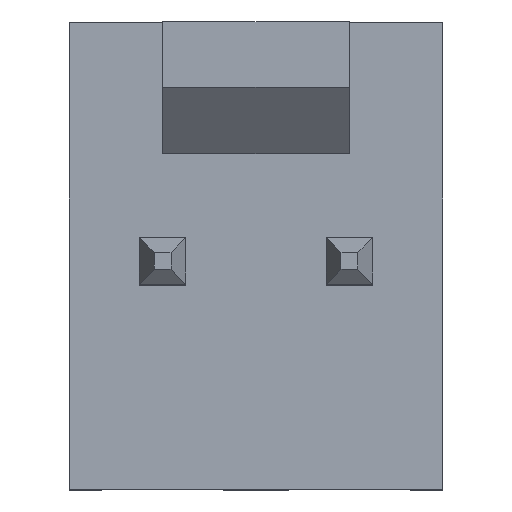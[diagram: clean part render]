
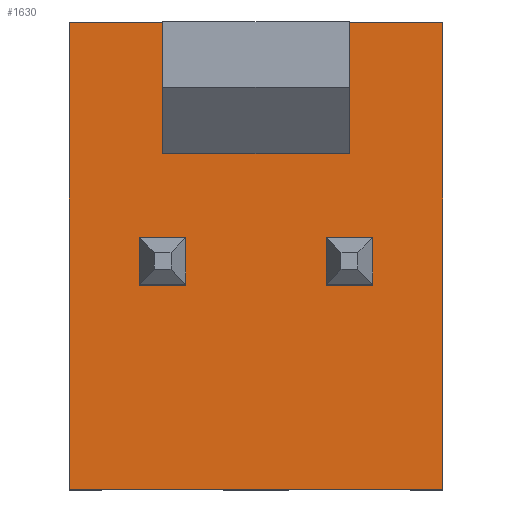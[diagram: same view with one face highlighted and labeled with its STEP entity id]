
A CAD part, top view. The second image highlights one B-rep face of the part: STEP entity #1630.
In plain terms, the highlighted planar face has unit normal (0, 0, 1).
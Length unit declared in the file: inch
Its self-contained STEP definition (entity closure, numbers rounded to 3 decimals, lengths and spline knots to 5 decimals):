
#248=DIRECTION('',(0.,1.,0.));
#249=VECTOR('',#248,0.25);
#250=CARTESIAN_POINT('',(0.1,-0.122,0.1225));
#251=LINE('',#250,#249);
#283=DIRECTION('',(0.,1.,0.));
#284=VECTOR('',#283,0.035);
#285=CARTESIAN_POINT('',(0.05,0.093,0.1225));
#286=LINE('',#285,#284);
#290=DIRECTION('',(-1.,0.,0.));
#291=VECTOR('',#290,0.2);
#292=CARTESIAN_POINT('',(0.1,-0.122,0.1225));
#293=LINE('',#292,#291);
#297=DIRECTION('',(0.,1.,0.));
#298=VECTOR('',#297,0.25);
#299=CARTESIAN_POINT('',(-0.1,-0.122,0.1225));
#300=LINE('',#299,#298);
#304=DIRECTION('',(0.,1.,0.));
#305=VECTOR('',#304,0.025);
#306=CARTESIAN_POINT('',(0.0625,-0.0125,0.1225));
#307=LINE('',#306,#305);
#311=DIRECTION('',(1.,0.,0.));
#312=VECTOR('',#311,0.025);
#313=CARTESIAN_POINT('',(0.0375,-0.0125,0.1225));
#314=LINE('',#313,#312);
#318=DIRECTION('',(0.,1.,0.));
#319=VECTOR('',#318,0.025);
#320=CARTESIAN_POINT('',(-0.0375,-0.0125,0.1225));
#321=LINE('',#320,#319);
#325=DIRECTION('',(1.,0.,0.));
#326=VECTOR('',#325,0.025);
#327=CARTESIAN_POINT('',(-0.0625,-0.0125,0.1225));
#328=LINE('',#327,#326);
#332=DIRECTION('',(0.,1.,0.));
#333=VECTOR('',#332,0.035);
#334=CARTESIAN_POINT('',(-0.05,0.093,0.1225));
#335=LINE('',#334,#333);
#381=DIRECTION('',(-1.,0.,0.));
#382=VECTOR('',#381,0.05);
#383=CARTESIAN_POINT('',(0.1,0.128,0.1225));
#384=LINE('',#383,#382);
#402=DIRECTION('',(-1.,0.,0.));
#403=VECTOR('',#402,0.05);
#404=CARTESIAN_POINT('',(-0.05,0.128,0.1225));
#405=LINE('',#404,#403);
#458=DIRECTION('',(-1.,0.,0.));
#459=VECTOR('',#458,0.1);
#460=CARTESIAN_POINT('',(0.05,0.093,0.1225));
#461=LINE('',#460,#459);
#619=DIRECTION('',(0.,1.,0.));
#620=VECTOR('',#619,0.025);
#621=CARTESIAN_POINT('',(0.0375,-0.0125,0.1225));
#622=LINE('',#621,#620);
#640=DIRECTION('',(1.,0.,0.));
#641=VECTOR('',#640,0.025);
#642=CARTESIAN_POINT('',(0.0375,0.0125,0.1225));
#643=LINE('',#642,#641);
#745=DIRECTION('',(0.,1.,0.));
#746=VECTOR('',#745,0.025);
#747=CARTESIAN_POINT('',(-0.0625,-0.0125,0.1225));
#748=LINE('',#747,#746);
#766=DIRECTION('',(1.,0.,0.));
#767=VECTOR('',#766,0.025);
#768=CARTESIAN_POINT('',(-0.0625,0.0125,0.1225));
#769=LINE('',#768,#767);
#1173=CARTESIAN_POINT('',(-0.1,-0.122,0.1225));
#1175=VERTEX_POINT('',#1173);
#1178=CARTESIAN_POINT('',(-0.1,0.128,0.1225));
#1179=VERTEX_POINT('',#1178);
#1192=CARTESIAN_POINT('',(0.1,-0.122,0.1225));
#1193=VERTEX_POINT('',#1192);
#1234=CARTESIAN_POINT('',(0.1,0.128,0.1225));
#1235=VERTEX_POINT('',#1234);
#1236=CARTESIAN_POINT('',(0.05,0.128,0.1225));
#1237=VERTEX_POINT('',#1236);
#1242=CARTESIAN_POINT('',(-0.05,0.128,0.1225));
#1243=VERTEX_POINT('',#1242);
#1256=CARTESIAN_POINT('',(0.0625,0.0125,0.1225));
#1257=VERTEX_POINT('',#1256);
#1258=CARTESIAN_POINT('',(0.0625,-0.0125,0.1225));
#1259=VERTEX_POINT('',#1258);
#1276=CARTESIAN_POINT('',(0.0375,-0.0125,0.1225));
#1277=VERTEX_POINT('',#1276);
#1278=CARTESIAN_POINT('',(-0.05,0.093,0.1225));
#1279=VERTEX_POINT('',#1278);
#1280=CARTESIAN_POINT('',(0.05,0.093,0.1225));
#1281=VERTEX_POINT('',#1280);
#1282=CARTESIAN_POINT('',(0.0375,0.0125,0.1225));
#1283=VERTEX_POINT('',#1282);
#1284=CARTESIAN_POINT('',(-0.0375,-0.0125,0.1225));
#1285=CARTESIAN_POINT('',(-0.0375,0.0125,0.1225));
#1286=VERTEX_POINT('',#1284);
#1287=VERTEX_POINT('',#1285);
#1288=CARTESIAN_POINT('',(-0.0625,0.0125,0.1225));
#1289=VERTEX_POINT('',#1288);
#1290=CARTESIAN_POINT('',(-0.0625,-0.0125,0.1225));
#1291=VERTEX_POINT('',#1290);
#1590=CARTESIAN_POINT('',(-0.1,0.128,0.1225));
#1591=DIRECTION('',(0.,0.,1.));
#1592=DIRECTION('',(0.,-1.,0.));
#1593=AXIS2_PLACEMENT_3D('',#1590,#1591,#1592);
#1594=PLANE('',#1593);
#1596=ORIENTED_EDGE('',*,*,#1595,.F.);
#1598=ORIENTED_EDGE('',*,*,#1597,.F.);
#1600=ORIENTED_EDGE('',*,*,#1599,.T.);
#1602=ORIENTED_EDGE('',*,*,#1601,.F.);
#1603=ORIENTED_EDGE('',*,*,#1572,.F.);
#1604=ORIENTED_EDGE('',*,*,#1412,.T.);
#1605=ORIENTED_EDGE('',*,*,#1387,.T.);
#1607=ORIENTED_EDGE('',*,*,#1606,.F.);
#1608=EDGE_LOOP('',(#1596,#1598,#1600,#1602,#1603,#1604,#1605,#1607));
#1609=FACE_OUTER_BOUND('',#1608,.F.);
#1611=ORIENTED_EDGE('',*,*,#1610,.T.);
#1613=ORIENTED_EDGE('',*,*,#1612,.F.);
#1615=ORIENTED_EDGE('',*,*,#1614,.F.);
#1617=ORIENTED_EDGE('',*,*,#1616,.T.);
#1618=EDGE_LOOP('',(#1611,#1613,#1615,#1617));
#1619=FACE_BOUND('',#1618,.F.);
#1621=ORIENTED_EDGE('',*,*,#1620,.T.);
#1623=ORIENTED_EDGE('',*,*,#1622,.F.);
#1625=ORIENTED_EDGE('',*,*,#1624,.F.);
#1627=ORIENTED_EDGE('',*,*,#1626,.T.);
#1628=EDGE_LOOP('',(#1621,#1623,#1625,#1627));
#1629=FACE_BOUND('',#1628,.F.);
#1630=ADVANCED_FACE('',(#1609,#1619,#1629),#1594,.T.);
#1387=EDGE_CURVE('',#1175,#1179,#300,.T.);
#1412=EDGE_CURVE('',#1193,#1175,#293,.T.);
#1572=EDGE_CURVE('',#1193,#1235,#251,.T.);
#1595=EDGE_CURVE('',#1279,#1243,#335,.T.);
#1597=EDGE_CURVE('',#1281,#1279,#461,.T.);
#1599=EDGE_CURVE('',#1281,#1237,#286,.T.);
#1601=EDGE_CURVE('',#1235,#1237,#384,.T.);
#1606=EDGE_CURVE('',#1243,#1179,#405,.T.);
#1610=EDGE_CURVE('',#1259,#1257,#307,.T.);
#1612=EDGE_CURVE('',#1283,#1257,#643,.T.);
#1614=EDGE_CURVE('',#1277,#1283,#622,.T.);
#1616=EDGE_CURVE('',#1277,#1259,#314,.T.);
#1620=EDGE_CURVE('',#1286,#1287,#321,.T.);
#1622=EDGE_CURVE('',#1289,#1287,#769,.T.);
#1624=EDGE_CURVE('',#1291,#1289,#748,.T.);
#1626=EDGE_CURVE('',#1291,#1286,#328,.T.);
